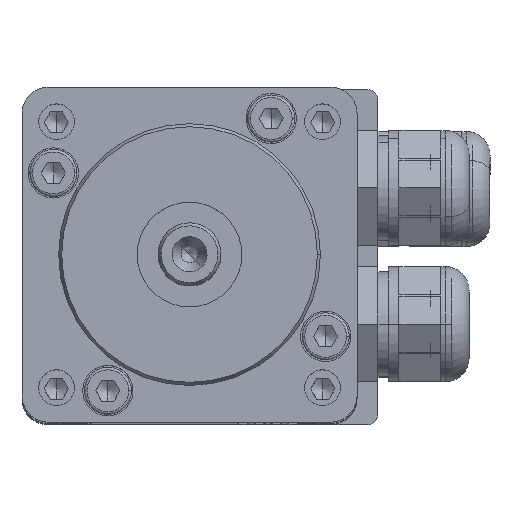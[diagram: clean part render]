
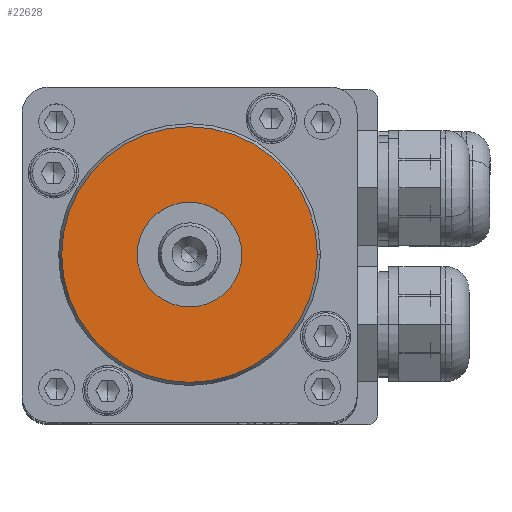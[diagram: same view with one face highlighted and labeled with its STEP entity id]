
A CAD part, top view. The second image highlights one B-rep face of the part: STEP entity #22628.
In plain terms, the highlighted planar face has unit normal (0, 0, 1).
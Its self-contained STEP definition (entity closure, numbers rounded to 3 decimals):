
#2044=CARTESIAN_POINT('',(5.,0.,79.5));
#2045=VERTEX_POINT('',#2044);
#2054=CARTESIAN_POINT('',(-5.,0.,79.5));
#2055=VERTEX_POINT('',#2054);
#2056=CARTESIAN_POINT('',(0.,0.,79.5));
#2057=DIRECTION('',(0.0,0.0,-1.0));
#2058=DIRECTION('',(1.0,0.0,0.0));
#2059=AXIS2_PLACEMENT_3D('',#2056,#2057,#2058);
#2060=CIRCLE('',#2059,5.0);
#2061=EDGE_CURVE('',#2055,#2045,#2060,.T.);
#2128=CARTESIAN_POINT('',(-12.211,0.,79.5));
#2129=VERTEX_POINT('',#2128);
#2136=CARTESIAN_POINT('',(12.211,0.,79.5));
#2137=VERTEX_POINT('',#2136);
#2138=CARTESIAN_POINT('',(0.,0.,79.5));
#2139=DIRECTION('',(0.0,0.0,-1.0));
#2140=DIRECTION('',(-1.0,0.0,0.0));
#2141=AXIS2_PLACEMENT_3D('',#2138,#2139,#2140);
#2142=CIRCLE('',#2141,12.211);
#2143=EDGE_CURVE('',#2129,#2137,#2142,.T.);
#22581=CARTESIAN_POINT('',(0.,0.,79.5));
#22582=DIRECTION('',(0.0,0.0,-1.0));
#22583=DIRECTION('',(-1.0,0.0,0.0));
#22584=AXIS2_PLACEMENT_3D('',#22581,#22582,#22583);
#22585=CIRCLE('',#22584,12.211);
#22586=EDGE_CURVE('',#2137,#2129,#22585,.T.);
#22609=CARTESIAN_POINT('',(0.,0.,79.5));
#22610=DIRECTION('',(0.0,0.0,-1.0));
#22611=DIRECTION('',(-1.0,0.0,0.0));
#22612=AXIS2_PLACEMENT_3D('',#22609,#22610,#22611);
#22613=PLANE('',#22612);
#22614=ORIENTED_EDGE('',*,*,#22586,.F.);
#22615=ORIENTED_EDGE('',*,*,#2143,.F.);
#22616=EDGE_LOOP('',(#22614,#22615));
#22617=FACE_OUTER_BOUND('',#22616,.T.);
#22618=ORIENTED_EDGE('',*,*,#2061,.T.);
#22619=CARTESIAN_POINT('',(0.,0.,79.5));
#22620=DIRECTION('',(0.0,0.0,-1.0));
#22621=DIRECTION('',(1.0,0.0,0.0));
#22622=AXIS2_PLACEMENT_3D('',#22619,#22620,#22621);
#22623=CIRCLE('',#22622,5.0);
#22624=EDGE_CURVE('',#2045,#2055,#22623,.T.);
#22625=ORIENTED_EDGE('',*,*,#22624,.T.);
#22626=EDGE_LOOP('',(#22618,#22625));
#22627=FACE_BOUND('',#22626,.T.);
#22628=ADVANCED_FACE('',(#22617,#22627),#22613,.F.);
